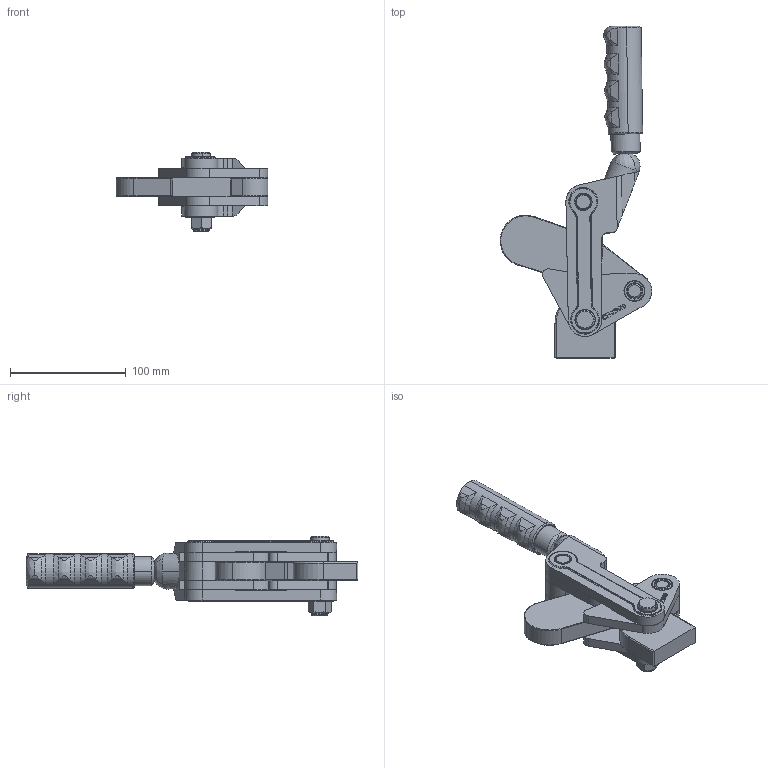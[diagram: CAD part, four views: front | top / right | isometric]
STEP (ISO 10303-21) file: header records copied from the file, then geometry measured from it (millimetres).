
FILE_DESCRIPTION (( 'STEP AP203' ), '1' );
FILE_NAME ('CH-72410.STEP', '2017-12-10T07:22:04', ( 'Windows' ), ( 'Microsoft' ), 'SwSTEP 2.0', 'SolidWorks 2015', '' );
FILE_SCHEMA (( 'CONFIG_CONTROL_DESIGN' ));
Length unit declared in the file: millimetre
Products named in the file (13): CH-72410-01; 72425-06; CH-72410-02; 72425-03; CH-72410-02-02; 72425-08; CH-72410; 72425-04; 72425-07; 72425-10; M12; 72425-11; CH-72410-03
Assembly tree (23 placements, depth 2):
  CH-72410
    CH-72410-03
    72425-06  x10
    72425-03  x2
    72425-08  x2
    72425-04
    72425-07
    72425-10
    M12
    72425-11
    CH-72410-01
    CH-72410-02
    CH-72410-02-02
Bounding box: 130.77 x 286.28 x 68.5 mm (x, y, z)
Volume: 438728.7 mm3; surface area: 137187.3 mm2
Topology: 23 solids, 23 shells, 5560 faces, 15801 edges, 10482 vertices
Faces by surface type: plane 3103, cylinder 2227, cone 121, bspline 97, torus 12
Entity records: 73587 total; most frequent: CARTESIAN_POINT 22729, ORIENTED_EDGE 10508, DIRECTION 10202, EDGE_CURVE 5254, AXIS2_PLACEMENT_3D 3475, VERTEX_POINT 3470, VECTOR 3252, LINE 3252
